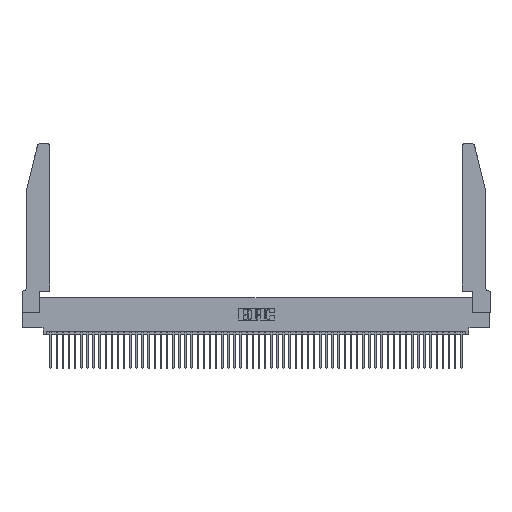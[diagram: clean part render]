
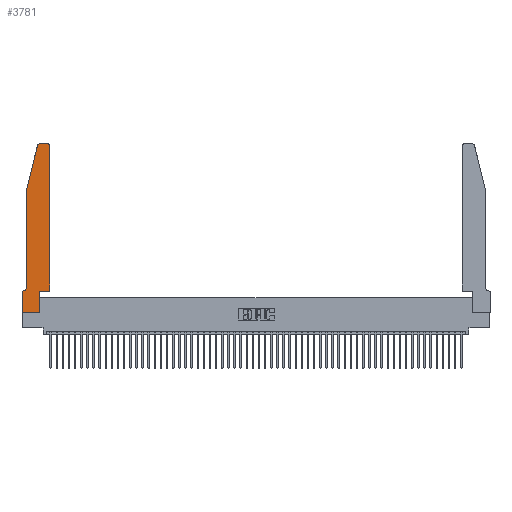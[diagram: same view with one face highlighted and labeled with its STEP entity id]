
A CAD part, top view. The second image highlights one B-rep face of the part: STEP entity #3781.
In plain terms, the highlighted planar face has unit normal (0, 0, 1).
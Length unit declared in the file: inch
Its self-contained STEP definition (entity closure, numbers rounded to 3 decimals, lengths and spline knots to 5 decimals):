
#124 = DIRECTION ( 'NONE',  ( 0., 0., 1. ) ) ;
#1000 = EDGE_CURVE ( 'NONE', #41927, #25149, #28183, .T. ) ;
#2696 = CARTESIAN_POINT ( 'NONE',  ( 0.284, 2.75, 0.37 ) ) ;
#2938 = DIRECTION ( 'NONE',  ( -1., 0., 0. ) ) ;
#3279 = ORIENTED_EDGE ( 'NONE', *, *, #23810, .T. ) ;
#3604 = VECTOR ( 'NONE', #50609, 39.37008 ) ;
#3781 = ADVANCED_FACE ( 'NONE', ( #4119 ), #38302, .T. ) ;
#4105 = CARTESIAN_POINT ( 'NONE',  ( 0.2605, 2.75, 0.37 ) ) ;
#4119 = FACE_OUTER_BOUND ( 'NONE', #46658, .T. ) ;
#4228 = ORIENTED_EDGE ( 'NONE', *, *, #10054, .T. ) ;
#5253 = CARTESIAN_POINT ( 'NONE',  ( 0.0755, 2., 0.37 ) ) ;
#8455 = CARTESIAN_POINT ( 'NONE',  ( 0.2865, 0.35, 0.37 ) ) ;
#9752 = CARTESIAN_POINT ( 'NONE',  ( 0.2865, 0.35, 0.37 ) ) ;
#10054 = EDGE_CURVE ( 'NONE', #33533, #16403, #50211, .T. ) ;
#11591 = VERTEX_POINT ( 'NONE', #54105 ) ;
#11779 = VERTEX_POINT ( 'NONE', #42951 ) ;
#12512 = AXIS2_PLACEMENT_3D ( 'NONE', #25689, #124, #29974 ) ;
#12782 = VECTOR ( 'NONE', #49959, 39.37008 ) ;
#12793 = ORIENTED_EDGE ( 'NONE', *, *, #14625, .T. ) ;
#14522 = ORIENTED_EDGE ( 'NONE', *, *, #45302, .T. ) ;
#14602 = CIRCLE ( 'NONE', #12512, 0.03 ) ;
#14625 = EDGE_CURVE ( 'NONE', #25371, #42649, #26235, .T. ) ;
#14951 = VECTOR ( 'NONE', #19087, 39.37008 ) ;
#15229 = VERTEX_POINT ( 'NONE', #35481 ) ;
#15289 = CARTESIAN_POINT ( 'NONE',  ( 0.25487, 2.72718, 0.37 ) ) ;
#16403 = VERTEX_POINT ( 'NONE', #38836 ) ;
#16441 = DIRECTION ( 'NONE',  ( 0., -1., 0. ) ) ;
#16642 = LINE ( 'NONE', #4105, #37806 ) ;
#16900 = CARTESIAN_POINT ( 'NONE',  ( 0.0755, 2., 0.37 ) ) ;
#16948 = CARTESIAN_POINT ( 'NONE',  ( 0.4505, 0.35, 0.37 ) ) ;
#17104 = VERTEX_POINT ( 'NONE', #50869 ) ;
#17243 = DIRECTION ( 'NONE',  ( 1., 0., 0. ) ) ;
#17822 = VECTOR ( 'NONE', #47478, 39.37008 ) ;
#17881 = DIRECTION ( 'NONE',  ( 0., 0., 1. ) ) ;
#19087 = DIRECTION ( 'NONE',  ( 0., 1., 0. ) ) ;
#19741 = DIRECTION ( 'NONE',  ( 1., 0., 0. ) ) ;
#19750 = ORIENTED_EDGE ( 'NONE', *, *, #24541, .T. ) ;
#20733 = CARTESIAN_POINT ( 'NONE',  ( 0., 0., 0.37 ) ) ;
#20820 = AXIS2_PLACEMENT_3D ( 'NONE', #25593, #42517, #17243 ) ;
#20943 = DIRECTION ( 'NONE',  ( -1., 0., 0. ) ) ;
#22842 = EDGE_CURVE ( 'NONE', #42649, #33533, #30725, .T. ) ;
#23810 = EDGE_CURVE ( 'NONE', #11779, #51774, #16642, .T. ) ;
#24081 = LINE ( 'NONE', #45757, #12782 ) ;
#24281 = EDGE_CURVE ( 'NONE', #15229, #17104, #26568, .T. ) ;
#24541 = EDGE_CURVE ( 'NONE', #16403, #11779, #14602, .T. ) ;
#25123 = ORIENTED_EDGE ( 'NONE', *, *, #1000, .T. ) ;
#25149 = VERTEX_POINT ( 'NONE', #34515 ) ;
#25371 = VERTEX_POINT ( 'NONE', #52612 ) ;
#25593 = CARTESIAN_POINT ( 'NONE',  ( 0., 0.35, 0.37 ) ) ;
#25689 = CARTESIAN_POINT ( 'NONE',  ( 0.4205, 2.72, 0.37 ) ) ;
#26235 = LINE ( 'NONE', #9752, #14951 ) ;
#26568 = CIRCLE ( 'NONE', #27822, 0.07 ) ;
#27822 = AXIS2_PLACEMENT_3D ( 'NONE', #53612, #28502, #2938 ) ;
#28014 = VERTEX_POINT ( 'NONE', #15289 ) ;
#28131 = CARTESIAN_POINT ( 'NONE',  ( 0., 0.35, 0.37 ) ) ;
#28183 = LINE ( 'NONE', #20733, #38017 ) ;
#28502 = DIRECTION ( 'NONE',  ( 0., 0., -1. ) ) ;
#29066 = ORIENTED_EDGE ( 'NONE', *, *, #24281, .T. ) ;
#29974 = DIRECTION ( 'NONE',  ( 1., 0., 0. ) ) ;
#30297 = EDGE_CURVE ( 'NONE', #28014, #11591, #36327, .T. ) ;
#30588 = ORIENTED_EDGE ( 'NONE', *, *, #22842, .T. ) ;
#30725 = LINE ( 'NONE', #32527, #51702 ) ;
#30772 = CIRCLE ( 'NONE', #50543, 0.03 ) ;
#32450 = CARTESIAN_POINT ( 'NONE',  ( 0., 0., 0.37 ) ) ;
#32527 = CARTESIAN_POINT ( 'NONE',  ( 0.4505, 0.35, 0.37 ) ) ;
#33533 = VERTEX_POINT ( 'NONE', #47832 ) ;
#34223 = LINE ( 'NONE', #32450, #44051 ) ;
#34515 = CARTESIAN_POINT ( 'NONE',  ( 0., 0., 0.37 ) ) ;
#35481 = CARTESIAN_POINT ( 'NONE',  ( 0.0755, 0.42, 0.37 ) ) ;
#36205 = ORIENTED_EDGE ( 'NONE', *, *, #30297, .T. ) ;
#36327 = LINE ( 'NONE', #5253, #17822 ) ;
#37509 = LINE ( 'NONE', #16900, #3604 ) ;
#37806 = VECTOR ( 'NONE', #20943, 39.37008 ) ;
#38017 = VECTOR ( 'NONE', #16441, 39.37008 ) ;
#38302 = PLANE ( 'NONE',  #20820 ) ;
#38836 = CARTESIAN_POINT ( 'NONE',  ( 0.4505, 2.72, 0.37 ) ) ;
#39450 = EDGE_CURVE ( 'NONE', #17104, #41927, #24081, .T. ) ;
#41688 = VECTOR ( 'NONE', #46438, 39.37008 ) ;
#41927 = VERTEX_POINT ( 'NONE', #28131 ) ;
#42517 = DIRECTION ( 'NONE',  ( 0., 0., 1. ) ) ;
#42607 = EDGE_CURVE ( 'NONE', #11591, #15229, #37509, .T. ) ;
#42649 = VERTEX_POINT ( 'NONE', #8455 ) ;
#42951 = CARTESIAN_POINT ( 'NONE',  ( 0.4205, 2.75, 0.37 ) ) ;
#42978 = EDGE_CURVE ( 'NONE', #25149, #25371, #34223, .T. ) ;
#43141 = CARTESIAN_POINT ( 'NONE',  ( 0.284, 2.72, 0.37 ) ) ;
#44051 = VECTOR ( 'NONE', #49133, 39.37008 ) ;
#44800 = ORIENTED_EDGE ( 'NONE', *, *, #42978, .T. ) ;
#45302 = EDGE_CURVE ( 'NONE', #51774, #28014, #30772, .T. ) ;
#45757 = CARTESIAN_POINT ( 'NONE',  ( 0.0755, 0.35, 0.37 ) ) ;
#46438 = DIRECTION ( 'NONE',  ( 0., 1., 0. ) ) ;
#46658 = EDGE_LOOP ( 'NONE', ( #3279, #14522, #36205, #51354, #29066, #53102, #25123, #44800, #12793, #30588, #4228, #19750 ) ) ;
#47359 = DIRECTION ( 'NONE',  ( 1., 0., 0. ) ) ;
#47478 = DIRECTION ( 'NONE',  ( -0.239, -0.971, 0. ) ) ;
#47832 = CARTESIAN_POINT ( 'NONE',  ( 0.4505, 0.35, 0.37 ) ) ;
#49133 = DIRECTION ( 'NONE',  ( 1., 0., 0. ) ) ;
#49959 = DIRECTION ( 'NONE',  ( -1., 0., 0. ) ) ;
#50211 = LINE ( 'NONE', #16948, #41688 ) ;
#50543 = AXIS2_PLACEMENT_3D ( 'NONE', #43141, #17881, #47359 ) ;
#50609 = DIRECTION ( 'NONE',  ( 0., -1., 0. ) ) ;
#50869 = CARTESIAN_POINT ( 'NONE',  ( 0.0055, 0.35, 0.37 ) ) ;
#51354 = ORIENTED_EDGE ( 'NONE', *, *, #42607, .T. ) ;
#51702 = VECTOR ( 'NONE', #19741, 39.37008 ) ;
#51774 = VERTEX_POINT ( 'NONE', #2696 ) ;
#52612 = CARTESIAN_POINT ( 'NONE',  ( 0.2865, 0., 0.37 ) ) ;
#53102 = ORIENTED_EDGE ( 'NONE', *, *, #39450, .T. ) ;
#53612 = CARTESIAN_POINT ( 'NONE',  ( 0.0055, 0.42, 0.37 ) ) ;
#54105 = CARTESIAN_POINT ( 'NONE',  ( 0.0755, 2., 0.37 ) ) ;
